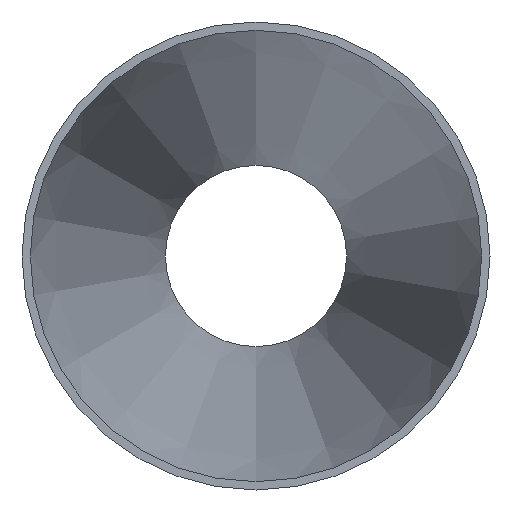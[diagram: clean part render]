
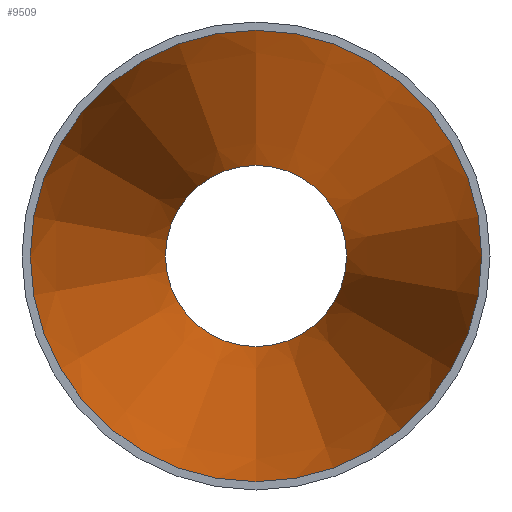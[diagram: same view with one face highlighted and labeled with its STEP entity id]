
A CAD part, front view. The second image highlights one B-rep face of the part: STEP entity #9509.
In plain terms, the highlighted conical face has half-angle 9.462 degrees and reference radius 55.122 mm.
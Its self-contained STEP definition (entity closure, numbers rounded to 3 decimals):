
#645 = CARTESIAN_POINT ( 'NONE',  ( 0., 0., -55.122 ) ) ;
#1486 = AXIS2_PLACEMENT_3D ( 'NONE', #16139, #4135, #2821 ) ;
#1745 = AXIS2_PLACEMENT_3D ( 'NONE', #11023, #1860, #14699 ) ;
#1860 = DIRECTION ( 'NONE',  ( 0., -1., 0. ) ) ;
#1952 = VERTEX_POINT ( 'NONE', #645 ) ;
#2290 = VERTEX_POINT ( 'NONE', #4982 ) ;
#2821 = DIRECTION ( 'NONE',  ( 0., 0., -1. ) ) ;
#3196 = CARTESIAN_POINT ( 'NONE',  ( 0., 0., 0. ) ) ;
#3529 = ORIENTED_EDGE ( 'NONE', *, *, #12934, .F. ) ;
#3981 = EDGE_LOOP ( 'NONE', ( #14602 ) ) ;
#4135 = DIRECTION ( 'NONE',  ( 0., -1., 0. ) ) ;
#4498 = CONICAL_SURFACE ( 'NONE', #12844, 55.122, 0.165 ) ;
#4982 = CARTESIAN_POINT ( 'NONE',  ( 0., 198., -22.122 ) ) ;
#7378 = DIRECTION ( 'NONE',  ( 0., -1., 0. ) ) ;
#7577 = CIRCLE ( 'NONE', #1486, 22.122 ) ;
#8162 = EDGE_LOOP ( 'NONE', ( #3529 ) ) ;
#8684 = FACE_OUTER_BOUND ( 'NONE', #3981, .T. ) ;
#9263 = CIRCLE ( 'NONE', #1745, 55.122 ) ;
#9509 = ADVANCED_FACE ( 'NONE', ( #15218, #8684 ), #4498, .F. ) ;
#11023 = CARTESIAN_POINT ( 'NONE',  ( 0., 0., 0. ) ) ;
#11866 = EDGE_CURVE ( 'NONE', #1952, #1952, #9263, .T. ) ;
#12702 = DIRECTION ( 'NONE',  ( 0., 0., -1. ) ) ;
#12844 = AXIS2_PLACEMENT_3D ( 'NONE', #3196, #7378, #12702 ) ;
#12934 = EDGE_CURVE ( 'NONE', #2290, #2290, #7577, .T. ) ;
#14602 = ORIENTED_EDGE ( 'NONE', *, *, #11866, .T. ) ;
#14699 = DIRECTION ( 'NONE',  ( 0., 0., -1. ) ) ;
#15218 = FACE_BOUND ( 'NONE', #8162, .T. ) ;
#16139 = CARTESIAN_POINT ( 'NONE',  ( 0., 198., 0. ) ) ;
